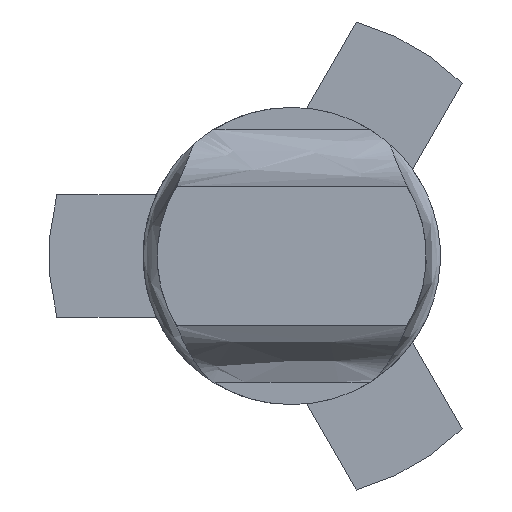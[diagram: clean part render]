
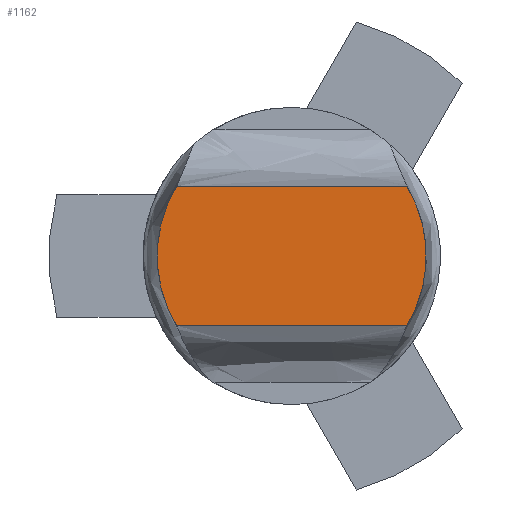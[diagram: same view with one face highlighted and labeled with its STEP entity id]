
A CAD part, left-side view. The second image highlights one B-rep face of the part: STEP entity #1162.
In plain terms, the highlighted planar face has unit normal (-1, 0, 0).
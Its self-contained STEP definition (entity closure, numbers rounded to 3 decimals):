
#20 = ORIENTED_EDGE ( 'NONE', *, *, #877, .T. ) ;
#34 = EDGE_CURVE ( 'NONE', #1570, #1314, #1022, .T. ) ;
#55 = ORIENTED_EDGE ( 'NONE', *, *, #34, .T. ) ;
#72 = EDGE_CURVE ( 'NONE', #440, #1570, #986, .T. ) ;
#87 = DIRECTION ( 'NONE',  ( 0., 0., 1. ) ) ;
#95 = ORIENTED_EDGE ( 'NONE', *, *, #72, .T. ) ;
#100 = VECTOR ( 'NONE', #1593, 1000. ) ;
#106 = CARTESIAN_POINT ( 'NONE',  ( 0., 3.059, 5.8 ) ) ;
#142 = CARTESIAN_POINT ( 'NONE',  ( 0., 3.059, 5.8 ) ) ;
#354 = CARTESIAN_POINT ( 'NONE',  ( 0., 0., 3.95 ) ) ;
#382 = DIRECTION ( 'NONE',  ( 0., -1., 0. ) ) ;
#384 = CARTESIAN_POINT ( 'NONE',  ( 0., 0., 3.95 ) ) ;
#440 = VERTEX_POINT ( 'NONE', #1247 ) ;
#467 = CARTESIAN_POINT ( 'NONE',  ( 0., 0., 0. ) ) ;
#470 = EDGE_CURVE ( 'NONE', #1314, #909, #828, .T. ) ;
#511 = AXIS2_PLACEMENT_3D ( 'NONE', #354, #954, #87 ) ;
#609 = DIRECTION ( 'NONE',  ( 1., 0., 0. ) ) ;
#729 = CARTESIAN_POINT ( 'NONE',  ( 0., -3.059, 5.8 ) ) ;
#828 = LINE ( 'NONE', #106, #100 ) ;
#855 = FACE_OUTER_BOUND ( 'NONE', #1365, .T. ) ;
#877 = EDGE_CURVE ( 'NONE', #909, #440, #1174, .T. ) ;
#909 = VERTEX_POINT ( 'NONE', #142 ) ;
#954 = DIRECTION ( 'NONE',  ( -1., 0., 0. ) ) ;
#985 = DIRECTION ( 'NONE',  ( 0., 0., -1. ) ) ;
#986 = LINE ( 'NONE', #1485, #1549 ) ;
#1022 = CIRCLE ( 'NONE', #511, 3.575 ) ;
#1162 = ADVANCED_FACE ( 'NONE', ( #855 ), #1583, .F. ) ;
#1174 = CIRCLE ( 'NONE', #1311, 3.575 ) ;
#1247 = CARTESIAN_POINT ( 'NONE',  ( 0., 3.059, 2.1 ) ) ;
#1306 = ORIENTED_EDGE ( 'NONE', *, *, #470, .T. ) ;
#1311 = AXIS2_PLACEMENT_3D ( 'NONE', #384, #1508, #1488 ) ;
#1314 = VERTEX_POINT ( 'NONE', #729 ) ;
#1323 = CARTESIAN_POINT ( 'NONE',  ( 0., -3.059, 2.1 ) ) ;
#1365 = EDGE_LOOP ( 'NONE', ( #20, #95, #55, #1306 ) ) ;
#1468 = AXIS2_PLACEMENT_3D ( 'NONE', #467, #609, #985 ) ;
#1485 = CARTESIAN_POINT ( 'NONE',  ( 0., 3.059, 2.1 ) ) ;
#1488 = DIRECTION ( 'NONE',  ( 0., 0., 1. ) ) ;
#1508 = DIRECTION ( 'NONE',  ( -1., 0., 0. ) ) ;
#1549 = VECTOR ( 'NONE', #382, 1000. ) ;
#1570 = VERTEX_POINT ( 'NONE', #1323 ) ;
#1583 = PLANE ( 'NONE',  #1468 ) ;
#1593 = DIRECTION ( 'NONE',  ( 0., 1., 0. ) ) ;
